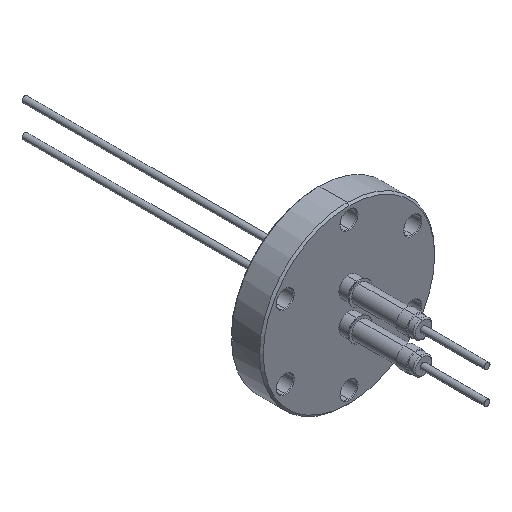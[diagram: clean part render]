
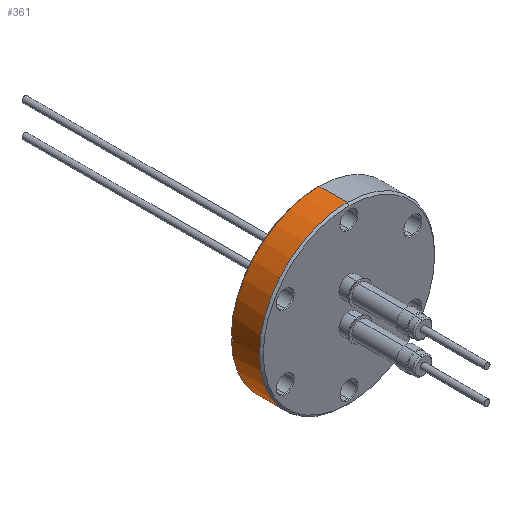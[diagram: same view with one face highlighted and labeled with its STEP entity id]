
A CAD part, isometric view. The second image highlights one B-rep face of the part: STEP entity #361.
In plain terms, the highlighted cylindrical face has radius 34.925 mm (diameter 69.85 mm), a partial arc.
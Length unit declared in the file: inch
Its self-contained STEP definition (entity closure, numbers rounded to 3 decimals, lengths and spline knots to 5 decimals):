
#101 = CARTESIAN_POINT ( 'NONE',  ( -1.37465, 0.47, 0.031 ) ) ;
#145 = FACE_OUTER_BOUND ( 'NONE', #1123, .T. ) ;
#200 = CARTESIAN_POINT ( 'NONE',  ( 0., 0.47, 1.375 ) ) ;
#227 = EDGE_CURVE ( 'NONE', #2341, #1440, #1439, .T. ) ;
#256 = DIRECTION ( 'NONE',  ( 0., -1., 0. ) ) ;
#361 = ADVANCED_FACE ( 'NONE', ( #145 ), #1300, .T. ) ;
#366 = LINE ( 'NONE', #2707, #1609 ) ;
#585 = VERTEX_POINT ( 'NONE', #1147 ) ;
#626 = DIRECTION ( 'NONE',  ( 0., -1., 0. ) ) ;
#657 = ORIENTED_EDGE ( 'NONE', *, *, #1822, .T. ) ;
#709 = ORIENTED_EDGE ( 'NONE', *, *, #1430, .T. ) ;
#729 = DIRECTION ( 'NONE',  ( 0., 0., -1. ) ) ;
#837 = ORIENTED_EDGE ( 'NONE', *, *, #1109, .F. ) ;
#848 = EDGE_CURVE ( 'NONE', #3066, #1477, #2088, .T. ) ;
#889 = CARTESIAN_POINT ( 'NONE',  ( 0., 0.47, 0. ) ) ;
#952 = DIRECTION ( 'NONE',  ( 0., -1., 0. ) ) ;
#954 = DIRECTION ( 'NONE',  ( 0., 1., 0. ) ) ;
#958 = EDGE_CURVE ( 'NONE', #3533, #585, #2620, .T. ) ;
#1056 = DIRECTION ( 'NONE',  ( 0., -1., 0. ) ) ;
#1109 = EDGE_CURVE ( 'NONE', #3066, #2974, #1205, .T. ) ;
#1112 = CARTESIAN_POINT ( 'NONE',  ( 0., 0.03, 0. ) ) ;
#1123 = EDGE_LOOP ( 'NONE', ( #837, #3310, #709, #2225, #3372, #657, #2486, #2704 ) ) ;
#1147 = CARTESIAN_POINT ( 'NONE',  ( 0., 0.03, -1.375 ) ) ;
#1180 = DIRECTION ( 'NONE',  ( 0., 0., -1. ) ) ;
#1205 = LINE ( 'NONE', #3584, #1431 ) ;
#1220 = CARTESIAN_POINT ( 'NONE',  ( -1.37465, 0.45, 0.031 ) ) ;
#1298 = CIRCLE ( 'NONE', #3758, 1.375 ) ;
#1300 = CYLINDRICAL_SURFACE ( 'NONE', #3723, 1.375 ) ;
#1373 = DIRECTION ( 'NONE',  ( 0., 0., -1. ) ) ;
#1388 = CARTESIAN_POINT ( 'NONE',  ( 0., 0.47, 0. ) ) ;
#1430 = EDGE_CURVE ( 'NONE', #1477, #1440, #366, .T. ) ;
#1431 = VECTOR ( 'NONE', #952, 39.37008 ) ;
#1439 = CIRCLE ( 'NONE', #3327, 1.375 ) ;
#1440 = VERTEX_POINT ( 'NONE', #1220 ) ;
#1477 = VERTEX_POINT ( 'NONE', #101 ) ;
#1584 = CARTESIAN_POINT ( 'NONE',  ( 0., 0.03, 1.375 ) ) ;
#1600 = AXIS2_PLACEMENT_3D ( 'NONE', #1388, #1056, #729 ) ;
#1609 = VECTOR ( 'NONE', #626, 39.37008 ) ;
#1661 = EDGE_CURVE ( 'NONE', #2974, #585, #1298, .T. ) ;
#1822 = EDGE_CURVE ( 'NONE', #3779, #3533, #1907, .T. ) ;
#1844 = LINE ( 'NONE', #3022, #2070 ) ;
#1907 = CIRCLE ( 'NONE', #3566, 1.375 ) ;
#2070 = VECTOR ( 'NONE', #954, 39.37008 ) ;
#2088 = CIRCLE ( 'NONE', #1600, 1.375 ) ;
#2096 = DIRECTION ( 'NONE',  ( 0., -1., 0. ) ) ;
#2200 = CARTESIAN_POINT ( 'NONE',  ( -1.37465, 0.45, -0.031 ) ) ;
#2225 = ORIENTED_EDGE ( 'NONE', *, *, #227, .F. ) ;
#2237 = DIRECTION ( 'NONE',  ( 0., 0., 1. ) ) ;
#2341 = VERTEX_POINT ( 'NONE', #2200 ) ;
#2486 = ORIENTED_EDGE ( 'NONE', *, *, #958, .T. ) ;
#2565 = CARTESIAN_POINT ( 'NONE',  ( 0., 0., -1.375 ) ) ;
#2620 = LINE ( 'NONE', #2565, #3200 ) ;
#2704 = ORIENTED_EDGE ( 'NONE', *, *, #1661, .F. ) ;
#2707 = CARTESIAN_POINT ( 'NONE',  ( -1.37465, 0., 0.031 ) ) ;
#2840 = DIRECTION ( 'NONE',  ( 0., 1., 0. ) ) ;
#2974 = VERTEX_POINT ( 'NONE', #1584 ) ;
#3022 = CARTESIAN_POINT ( 'NONE',  ( -1.37465, 0., -0.031 ) ) ;
#3066 = VERTEX_POINT ( 'NONE', #200 ) ;
#3099 = CARTESIAN_POINT ( 'NONE',  ( 0., 0.45, 0. ) ) ;
#3139 = DIRECTION ( 'NONE',  ( 0., -1., 0. ) ) ;
#3200 = VECTOR ( 'NONE', #3748, 39.37008 ) ;
#3310 = ORIENTED_EDGE ( 'NONE', *, *, #848, .T. ) ;
#3327 = AXIS2_PLACEMENT_3D ( 'NONE', #3099, #2840, #2237 ) ;
#3372 = ORIENTED_EDGE ( 'NONE', *, *, #3761, .T. ) ;
#3433 = DIRECTION ( 'NONE',  ( 0., 0., -1. ) ) ;
#3437 = CARTESIAN_POINT ( 'NONE',  ( 0., 0.47, -1.375 ) ) ;
#3533 = VERTEX_POINT ( 'NONE', #3437 ) ;
#3550 = CARTESIAN_POINT ( 'NONE',  ( -1.37465, 0.47, -0.031 ) ) ;
#3566 = AXIS2_PLACEMENT_3D ( 'NONE', #889, #2096, #1180 ) ;
#3584 = CARTESIAN_POINT ( 'NONE',  ( 0., 0., 1.375 ) ) ;
#3646 = CARTESIAN_POINT ( 'NONE',  ( 0., 0., 0. ) ) ;
#3723 = AXIS2_PLACEMENT_3D ( 'NONE', #3646, #3139, #3433 ) ;
#3748 = DIRECTION ( 'NONE',  ( 0., -1., 0. ) ) ;
#3758 = AXIS2_PLACEMENT_3D ( 'NONE', #1112, #256, #1373 ) ;
#3761 = EDGE_CURVE ( 'NONE', #2341, #3779, #1844, .T. ) ;
#3779 = VERTEX_POINT ( 'NONE', #3550 ) ;
